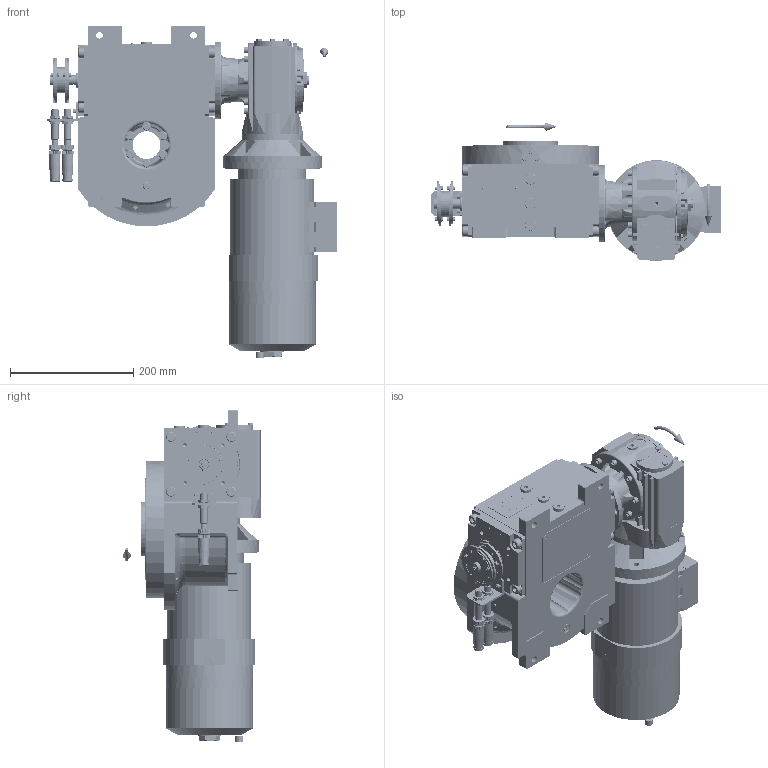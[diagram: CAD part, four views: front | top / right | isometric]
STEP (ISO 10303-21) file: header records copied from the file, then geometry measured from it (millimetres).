
FILE_DESCRIPTION (( 'STEP AP203' ), '1' );
FILE_NAME ('PC5201650.step', '2025-12-10T07:11:07', ( '' ), ( '' ), 'SwSTEP 2.0', 'SolidWorks 2020', '' );
FILE_SCHEMA (( 'CONFIG_CONTROL_DESIGN' ));
Length unit declared in the file: millimetre
Products named in the file (91): cfn2000_01_126; cfn2003_01_054; cfn2151_01_090; rig06_007_master; cfn2155_01_303; AS_900_38_30_003; rig06_071_06_m_asm.stp; RIG06_021_AF0^RIG06_005_ASM_rig06_071_06_m_asm(2)_rig06_071_06_m_asm.stp; cfn2115_01_005; cfn2158_01_010; CFN2000_01_185^RIG06_005_ASM_rig06_071_06_m_asm(2)_rig06_071_06_m_asm.stp; cfn2000_01_103; cfn2151_01_109; AS_rig06_016; CFN2010_02_002^rig06_071_06_m_asm(2)_rig06_071_06_m_asm.stp; rig06_004; rig06_003_6; cfn2128_04_004; AS_cfn2476_01_002_60x46; CFN2203_02_001^rig06_071_06_m_asm(2)_rig06_071_06_m_asm.stp; cfn2400_04_024; PC5201650; AS_rig06_004; cfn2000_01_124; CBF50_F1_LCB_SX_71B5; AS_cfn2400_04_024; AS_rig06_004_s_001; AS_rig06_017; 900_38_30_003; cfn2276_01_074; cfn2155_01_056; AS_rig06_071_6_m; cfn2401_02_005; cfn2205_01_013; cfn2077_01_018; 900_38_10_028; rig06_002_bl_001; cfn2151_01_290; cfn2104_01_016; cfn2158_01_011 ...
Assembly tree (87 placements, depth 5):
  cfn2151_01_090
  rig06_007_master
  cfn2158_01_010
  cfn2151_01_109
  CFN2203_02_001^rig06_071_06_m_asm(2)_rig06_071_06_m_asm.stp
Bounding box: 469.5 x 224.5 x 538.17 mm (x, y, z)
Volume: 9283838.1 mm3; surface area: 1288010.6 mm2
Topology: 75 solids, 82 shells, 5777 faces, 14639 edges, 9273 vertices
Faces by surface type: plane 2631, cylinder 1934, cone 1061, torus 139, bspline 6, sphere 6
Entity records: 159202 total; most frequent: CARTESIAN_POINT 39243, DIRECTION 23209, ORIENTED_EDGE 22850, EDGE_CURVE 11425, AXIS2_PLACEMENT_3D 8505, VERTEX_POINT 7327, LINE 6199, VECTOR 6199
